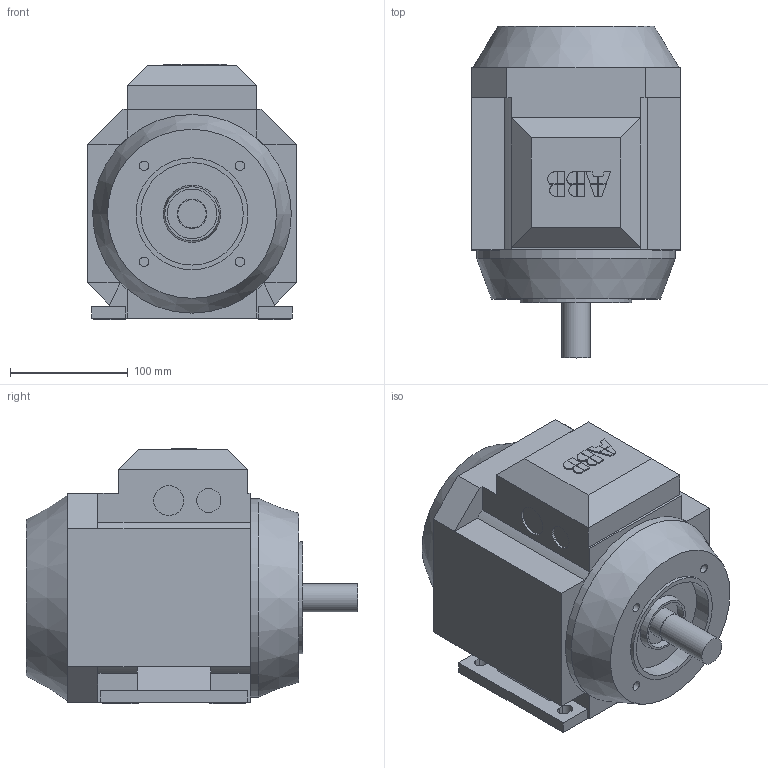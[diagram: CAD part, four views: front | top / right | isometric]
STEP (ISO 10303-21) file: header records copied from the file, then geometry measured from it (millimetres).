
FILE_DESCRIPTION(/* description */ (''),/* implementation_level */ '2;1');
FILE_NAME(/* name */ 'M3AA IE2 90S B34.stp',/* time_stamp */ '2015-06-29T11:30:12+02:00',/* author */ (''),/* organization */ (''),/* preprocessor_version */ 'ST-DEVELOPER v14',/* originating_system */ 'SIEMENS PLM Software NX 8.0',/* authorisation */ '');
FILE_SCHEMA (('AUTOMOTIVE_DESIGN { 1 0 10303 214 3 1 1 1 }'));
Length unit declared in the file: millimetre
Products named in the file (1): M3AA IE2 90S B34_igs
Bounding box: 177 x 281.5 x 217 mm (x, y, z)
Volume: 6217568.4 mm3; surface area: 236787.9 mm2
Topology: 1 solids, 1 shells, 195 faces, 467 edges, 306 vertices
Faces by surface type: plane 154, cylinder 28, bspline 10, cone 3
Full cylindrical faces by diameter (mm): 8 x4, 20.4 x2, 24 x1, 25 x1, 25.4 x2, 42 x1, 87 x1, 95 x1, 168.5 x1
Entity records: 5670 total; most frequent: CARTESIAN_POINT 1170, ORIENTED_EDGE 898, DIRECTION 862, EDGE_CURVE 449, LINE 368, VECTOR 368, VERTEX_POINT 305, EDGE_LOOP 252
